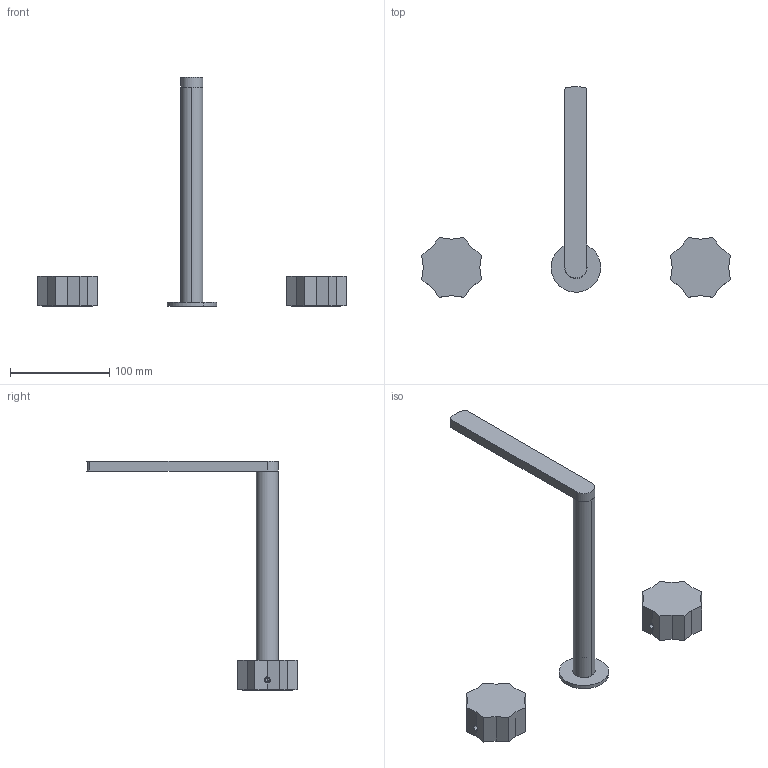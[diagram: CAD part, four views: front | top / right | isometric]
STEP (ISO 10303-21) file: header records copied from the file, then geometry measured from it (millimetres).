
FILE_DESCRIPTION(('CATIA V5 STEP Exchange','CAx-IF Rec.Pracs.--- Model Styling and Organization---1.5--- 2016-08-15','CAx-IF Rec.Pracs.---Supplemental Geometry---1.0---2011-11-01','CAx-IF Rec.Pracs.--- Composite Materials ---3.4---2017-06-13','CAx-IF Rec.Pracs.---Tessellated 3D Geometry---1.0---2015-12-17'),'2;1');
FILE_NAME('X6 00104.stp','2022-09-16T06:28:43+00:00',('none'),('none'),'CATIA Version 5-6 Release 2020 SP2','CATIA V5 STEP AP242 v2','none');
FILE_SCHEMA(('AP242_MANAGED_MODEL_BASED_3D_ENGINEERING_MIM_LF {1 0 10303 442 1 1 4}'));
Length unit declared in the file: millimetre
Products named in the file (6): X6 00104; X2 00106; PR.0484.04_AllCATPart; R9C259; P47288; P52889
Assembly tree (6 placements, depth 3):
  X6 00104
    X2 00106
      PR.0484.04_AllCATPart
    R9C259  x2
      P47288
      P52889
Bounding box: 310.28 x 211.4 x 231 mm (x, y, z)
Volume: 273957 mm3; surface area: 94146.9 mm2
Topology: 13 solids, 13 shells, 673 faces, 1684 edges, 1109 vertices
Faces by surface type: plane 513, cylinder 102, cone 44, torus 10, bspline 4
Entity records: 16445 total; most frequent: CARTESIAN_POINT 3151, ORIENTED_EDGE 3028, DIRECTION 1959, EDGE_CURVE 1514, VECTOR 1278, LINE 1278, VERTEX_POINT 1004, EDGE_LOOP 700
